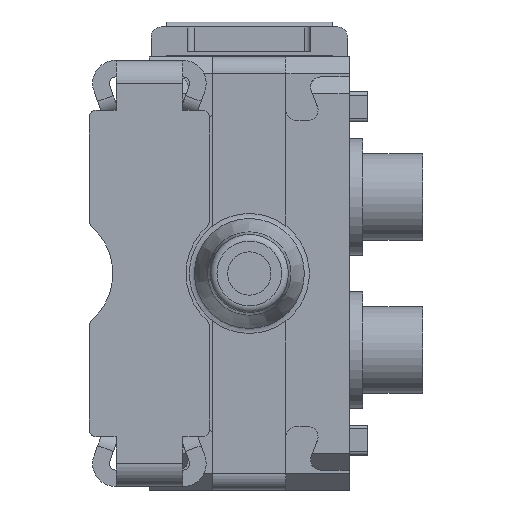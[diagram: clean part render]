
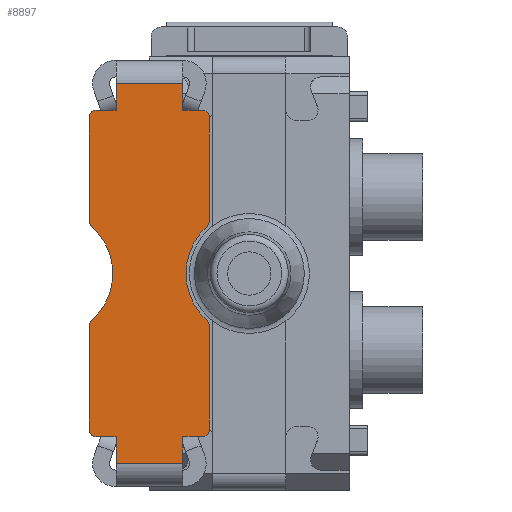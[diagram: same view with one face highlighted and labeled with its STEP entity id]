
A CAD part, front view. The second image highlights one B-rep face of the part: STEP entity #8897.
In plain terms, the highlighted planar face has unit normal (0, -1, 0).
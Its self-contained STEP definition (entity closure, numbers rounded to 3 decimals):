
#283=CIRCLE('',#9454,0.2);
#284=CIRCLE('',#9455,1.9);
#285=CIRCLE('',#9456,0.2);
#286=CIRCLE('',#9457,0.2);
#287=CIRCLE('',#9458,0.2);
#288=CIRCLE('',#9459,0.2);
#289=CIRCLE('',#9460,1.9);
#290=CIRCLE('',#9461,0.2);
#291=CIRCLE('',#9462,0.2);
#292=CIRCLE('',#9463,0.2);
#784=ORIENTED_EDGE('',*,*,#3478,.T.);
#785=ORIENTED_EDGE('',*,*,#3479,.F.);
#786=ORIENTED_EDGE('',*,*,#3480,.T.);
#787=ORIENTED_EDGE('',*,*,#3481,.F.);
#788=ORIENTED_EDGE('',*,*,#3482,.T.);
#789=ORIENTED_EDGE('',*,*,#3483,.F.);
#790=ORIENTED_EDGE('',*,*,#3484,.F.);
#791=ORIENTED_EDGE('',*,*,#3485,.F.);
#792=ORIENTED_EDGE('',*,*,#3486,.F.);
#793=ORIENTED_EDGE('',*,*,#3487,.F.);
#794=ORIENTED_EDGE('',*,*,#3488,.F.);
#795=ORIENTED_EDGE('',*,*,#3489,.F.);
#796=ORIENTED_EDGE('',*,*,#3490,.F.);
#797=ORIENTED_EDGE('',*,*,#3491,.F.);
#798=ORIENTED_EDGE('',*,*,#3492,.T.);
#799=ORIENTED_EDGE('',*,*,#3493,.F.);
#800=ORIENTED_EDGE('',*,*,#3494,.F.);
#801=ORIENTED_EDGE('',*,*,#3495,.F.);
#802=ORIENTED_EDGE('',*,*,#3496,.F.);
#803=ORIENTED_EDGE('',*,*,#3497,.F.);
#804=ORIENTED_EDGE('',*,*,#3498,.T.);
#805=ORIENTED_EDGE('',*,*,#3499,.F.);
#806=ORIENTED_EDGE('',*,*,#3500,.F.);
#807=ORIENTED_EDGE('',*,*,#3501,.F.);
#3478=EDGE_CURVE('',#4813,#4814,#5694,.T.);
#3479=EDGE_CURVE('',#4815,#4814,#283,.T.);
#3480=EDGE_CURVE('',#4815,#4816,#284,.T.);
#3481=EDGE_CURVE('',#4817,#4816,#285,.T.);
#3482=EDGE_CURVE('',#4817,#4818,#5695,.T.);
#3483=EDGE_CURVE('',#4819,#4818,#286,.T.);
#3484=EDGE_CURVE('',#4820,#4819,#5696,.T.);
#3485=EDGE_CURVE('',#4821,#4820,#5697,.T.);
#3486=EDGE_CURVE('',#4822,#4821,#5698,.T.);
#3487=EDGE_CURVE('',#4823,#4822,#5699,.T.);
#3488=EDGE_CURVE('',#4824,#4823,#5700,.T.);
#3489=EDGE_CURVE('',#4825,#4824,#287,.T.);
#3490=EDGE_CURVE('',#4826,#4825,#5701,.T.);
#3491=EDGE_CURVE('',#4827,#4826,#288,.T.);
#3492=EDGE_CURVE('',#4827,#4828,#289,.T.);
#3493=EDGE_CURVE('',#4829,#4828,#290,.T.);
#3494=EDGE_CURVE('',#4830,#4829,#5702,.T.);
#3495=EDGE_CURVE('',#4831,#4830,#291,.T.);
#3496=EDGE_CURVE('',#4832,#4831,#5703,.T.);
#3497=EDGE_CURVE('',#4833,#4832,#5704,.T.);
#3498=EDGE_CURVE('',#4833,#4834,#5705,.T.);
#3499=EDGE_CURVE('',#4835,#4834,#5706,.T.);
#3500=EDGE_CURVE('',#4836,#4835,#5707,.T.);
#3501=EDGE_CURVE('',#4813,#4836,#292,.T.);
#4813=VERTEX_POINT('',#13309);
#4814=VERTEX_POINT('',#13310);
#4815=VERTEX_POINT('',#13312);
#4816=VERTEX_POINT('',#13314);
#4817=VERTEX_POINT('',#13316);
#4818=VERTEX_POINT('',#13318);
#4819=VERTEX_POINT('',#13320);
#4820=VERTEX_POINT('',#13322);
#4821=VERTEX_POINT('',#13324);
#4822=VERTEX_POINT('',#13326);
#4823=VERTEX_POINT('',#13328);
#4824=VERTEX_POINT('',#13330);
#4825=VERTEX_POINT('',#13332);
#4826=VERTEX_POINT('',#13334);
#4827=VERTEX_POINT('',#13336);
#4828=VERTEX_POINT('',#13338);
#4829=VERTEX_POINT('',#13340);
#4830=VERTEX_POINT('',#13342);
#4831=VERTEX_POINT('',#13344);
#4832=VERTEX_POINT('',#13346);
#4833=VERTEX_POINT('',#13348);
#4834=VERTEX_POINT('',#13350);
#4835=VERTEX_POINT('',#13352);
#4836=VERTEX_POINT('',#13354);
#5694=LINE('',#13308,#6630);
#5695=LINE('',#13317,#6631);
#5696=LINE('',#13321,#6632);
#5697=LINE('',#13323,#6633);
#5698=LINE('',#13325,#6634);
#5699=LINE('',#13327,#6635);
#5700=LINE('',#13329,#6636);
#5701=LINE('',#13333,#6637);
#5702=LINE('',#13341,#6638);
#5703=LINE('',#13345,#6639);
#5704=LINE('',#13347,#6640);
#5705=LINE('',#13349,#6641);
#5706=LINE('',#13351,#6642);
#5707=LINE('',#13353,#6643);
#6630=VECTOR('',#10482,1000.);
#6631=VECTOR('',#10489,1000.);
#6632=VECTOR('',#10492,1000.);
#6633=VECTOR('',#10493,1000.);
#6634=VECTOR('',#10494,1000.);
#6635=VECTOR('',#10495,1000.);
#6636=VECTOR('',#10496,1000.);
#6637=VECTOR('',#10499,1000.);
#6638=VECTOR('',#10506,1000.);
#6639=VECTOR('',#10509,1000.);
#6640=VECTOR('',#10510,1000.);
#6641=VECTOR('',#10511,1000.);
#6642=VECTOR('',#10512,1000.);
#6643=VECTOR('',#10513,1000.);
#7526=EDGE_LOOP('',(#784,#785,#786,#787,#788,#789,#790,#791,#792,#793,#794,
#795,#796,#797,#798,#799,#800,#801,#802,#803,#804,#805,#806,#807));
#8066=FACE_BOUND('',#7526,.T.);
#8602=PLANE('',#9453);
#8897=ADVANCED_FACE('',(#8066),#8602,.F.);
#9453=AXIS2_PLACEMENT_3D('',#13307,#10480,#10481);
#9454=AXIS2_PLACEMENT_3D('',#13311,#10483,#10484);
#9455=AXIS2_PLACEMENT_3D('',#13313,#10485,#10486);
#9456=AXIS2_PLACEMENT_3D('',#13315,#10487,#10488);
#9457=AXIS2_PLACEMENT_3D('',#13319,#10490,#10491);
#9458=AXIS2_PLACEMENT_3D('',#13331,#10497,#10498);
#9459=AXIS2_PLACEMENT_3D('',#13335,#10500,#10501);
#9460=AXIS2_PLACEMENT_3D('',#13337,#10502,#10503);
#9461=AXIS2_PLACEMENT_3D('',#13339,#10504,#10505);
#9462=AXIS2_PLACEMENT_3D('',#13343,#10507,#10508);
#9463=AXIS2_PLACEMENT_3D('',#13355,#10514,#10515);
#10480=DIRECTION('',(0.,1.,0.));
#10481=DIRECTION('',(0.,0.,1.));
#10482=DIRECTION('',(0.,0.,-1.));
#10483=DIRECTION('',(0.,1.,0.));
#10484=DIRECTION('',(1.,0.,0.));
#10485=DIRECTION('',(0.,1.,0.));
#10486=DIRECTION('',(1.,0.,0.));
#10487=DIRECTION('',(0.,1.,0.));
#10488=DIRECTION('',(1.,0.,0.));
#10489=DIRECTION('',(0.,0.,-1.));
#10490=DIRECTION('',(0.,1.,0.));
#10491=DIRECTION('',(1.,0.,0.));
#10492=DIRECTION('',(-1.,0.,0.));
#10493=DIRECTION('',(0.,0.,1.));
#10494=DIRECTION('',(-1.,0.,0.));
#10495=DIRECTION('',(0.,0.,-1.));
#10496=DIRECTION('',(-1.,0.,0.));
#10497=DIRECTION('',(0.,1.,0.));
#10498=DIRECTION('',(1.,0.,0.));
#10499=DIRECTION('',(0.,0.,-1.));
#10500=DIRECTION('',(0.,1.,0.));
#10501=DIRECTION('',(1.,0.,0.));
#10502=DIRECTION('',(0.,1.,0.));
#10503=DIRECTION('',(1.,0.,0.));
#10504=DIRECTION('',(0.,1.,0.));
#10505=DIRECTION('',(1.,0.,0.));
#10506=DIRECTION('',(0.,0.,-1.));
#10507=DIRECTION('',(0.,1.,0.));
#10508=DIRECTION('',(1.,0.,0.));
#10509=DIRECTION('',(1.,0.,0.));
#10510=DIRECTION('',(0.,0.,-1.));
#10511=DIRECTION('',(-1.,0.,0.));
#10512=DIRECTION('',(0.,0.,1.));
#10513=DIRECTION('',(1.,0.,0.));
#10514=DIRECTION('',(0.,1.,0.));
#10515=DIRECTION('',(1.,0.,0.));
#13307=CARTESIAN_POINT('',(1.8,0.,5.7));
#13308=CARTESIAN_POINT('',(-1.8,0.,5.7));
#13309=CARTESIAN_POINT('',(-1.8,0.,4.7));
#13310=CARTESIAN_POINT('',(-1.8,0.,1.565));
#13311=CARTESIAN_POINT('',(-1.6,0.,1.565));
#13312=CARTESIAN_POINT('',(-1.733,0.,1.416));
#13313=CARTESIAN_POINT('',(-3.,0.,0.));
#13314=CARTESIAN_POINT('',(-1.733,0.,-1.416));
#13315=CARTESIAN_POINT('',(-1.6,0.,-1.565));
#13316=CARTESIAN_POINT('',(-1.8,0.,-1.565));
#13317=CARTESIAN_POINT('',(-1.8,0.,5.7));
#13318=CARTESIAN_POINT('',(-1.8,0.,-4.7));
#13319=CARTESIAN_POINT('',(-1.6,0.,-4.7));
#13320=CARTESIAN_POINT('',(-1.6,0.,-4.9));
#13321=CARTESIAN_POINT('',(-1.,0.,-4.9));
#13322=CARTESIAN_POINT('',(-1.,0.,-4.9));
#13323=CARTESIAN_POINT('',(-1.,0.,-6.4));
#13324=CARTESIAN_POINT('',(-1.,0.,-5.7));
#13325=CARTESIAN_POINT('',(1.8,0.,-5.7));
#13326=CARTESIAN_POINT('',(1.,0.,-5.7));
#13327=CARTESIAN_POINT('',(1.,0.,-4.9));
#13328=CARTESIAN_POINT('',(1.,0.,-4.9));
#13329=CARTESIAN_POINT('',(1.6,0.,-4.9));
#13330=CARTESIAN_POINT('',(1.6,0.,-4.9));
#13331=CARTESIAN_POINT('',(1.6,0.,-4.7));
#13332=CARTESIAN_POINT('',(1.8,0.,-4.7));
#13333=CARTESIAN_POINT('',(1.8,0.,5.7));
#13334=CARTESIAN_POINT('',(1.8,0.,-1.565));
#13335=CARTESIAN_POINT('',(1.6,0.,-1.565));
#13336=CARTESIAN_POINT('',(1.733,0.,-1.416));
#13337=CARTESIAN_POINT('',(3.,0.,0.));
#13338=CARTESIAN_POINT('',(1.733,0.,1.416));
#13339=CARTESIAN_POINT('',(1.6,0.,1.565));
#13340=CARTESIAN_POINT('',(1.8,0.,1.565));
#13341=CARTESIAN_POINT('',(1.8,0.,5.7));
#13342=CARTESIAN_POINT('',(1.8,0.,4.7));
#13343=CARTESIAN_POINT('',(1.6,0.,4.7));
#13344=CARTESIAN_POINT('',(1.6,0.,4.9));
#13345=CARTESIAN_POINT('',(1.,0.,4.9));
#13346=CARTESIAN_POINT('',(1.,0.,4.9));
#13347=CARTESIAN_POINT('',(1.,0.,6.4));
#13348=CARTESIAN_POINT('',(1.,0.,5.7));
#13349=CARTESIAN_POINT('',(1.8,0.,5.7));
#13350=CARTESIAN_POINT('',(-1.,0.,5.7));
#13351=CARTESIAN_POINT('',(-1.,0.,4.9));
#13352=CARTESIAN_POINT('',(-1.,0.,4.9));
#13353=CARTESIAN_POINT('',(-1.6,0.,4.9));
#13354=CARTESIAN_POINT('',(-1.6,0.,4.9));
#13355=CARTESIAN_POINT('',(-1.6,0.,4.7));
